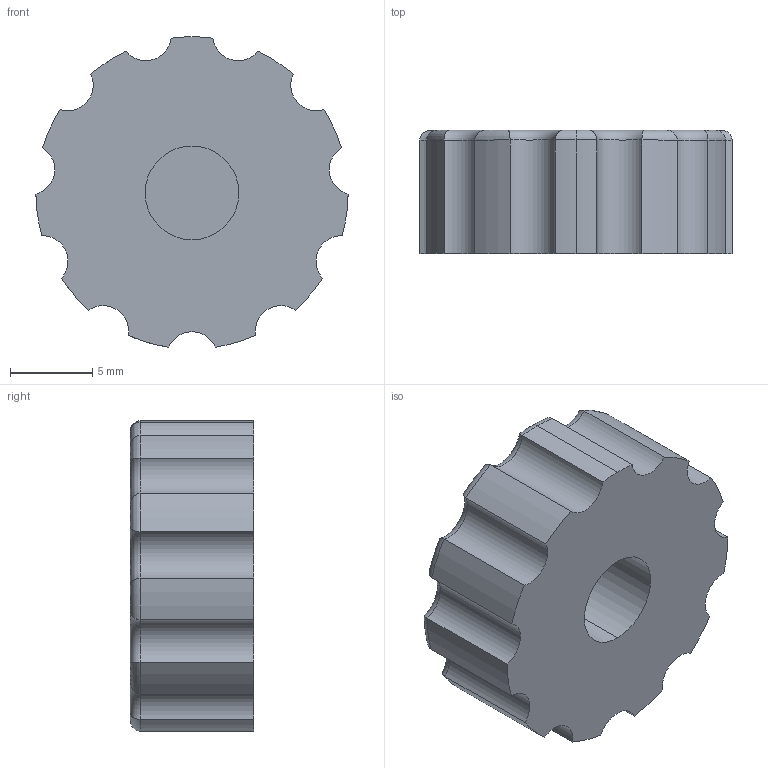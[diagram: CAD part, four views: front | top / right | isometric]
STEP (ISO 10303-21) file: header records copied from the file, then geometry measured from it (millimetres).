
FILE_DESCRIPTION (( 'STEP AP214' ), '1' );
FILE_NAME ('RotatySwitchCap.STEP', '2022-10-29T07:25:06', ( '' ), ( '' ), 'SwSTEP 2.0', 'SolidWorks 2022', '' );
FILE_SCHEMA (( 'AUTOMOTIVE_DESIGN' ));
Length unit declared in the file: millimetre
Products named in the file (1): RotatySwitchCap
Bounding box: 19 x 7.5 x 18.89 mm (x, y, z)
Volume: 1778.5 mm3; surface area: 1128.7 mm2
Topology: 1 solids, 1 shells, 61 faces, 146 edges, 88 vertices
Faces by surface type: cylinder 30, torus 28, plane 3
Entity records: 1930 total; most frequent: CARTESIAN_POINT 452, DIRECTION 338, ORIENTED_EDGE 292, AXIS2_PLACEMENT_3D 154, EDGE_CURVE 146, CIRCLE 92, VERTEX_POINT 88, EDGE_LOOP 62
